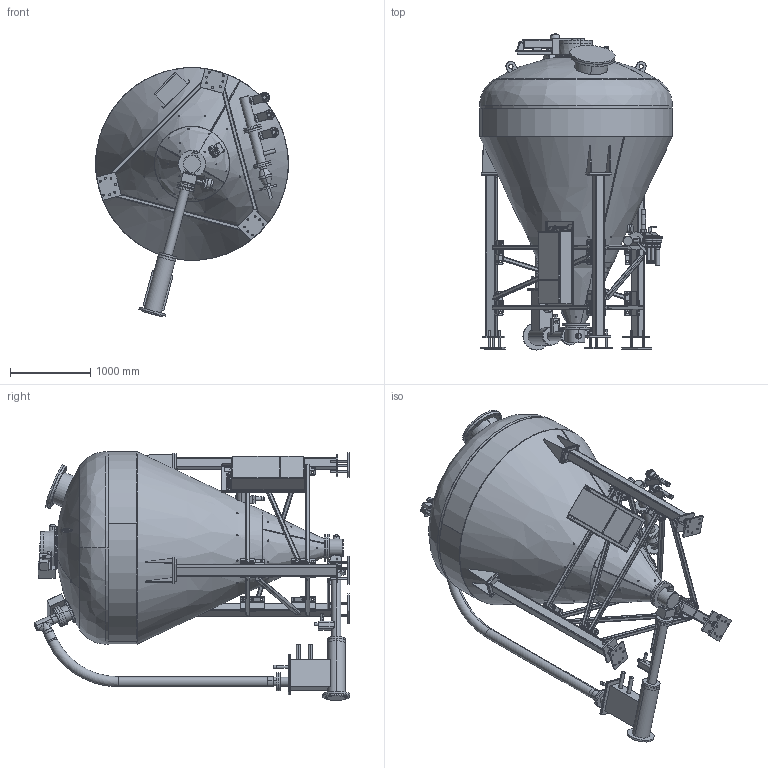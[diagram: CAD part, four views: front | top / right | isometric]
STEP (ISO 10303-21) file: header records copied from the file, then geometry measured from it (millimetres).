
FILE_DESCRIPTION (( 'STEP AP203' ), '1' );
FILE_NAME ('ELMO7500_KOPAR.STEP', '2021-04-20T08:54:42', ( '' ), ( '' ), 'SwSTEP 2.0', 'SolidWorks 2017', '' );
FILE_SCHEMA (( 'CONFIG_CONTROL_DESIGN' ));
Length unit declared in the file: millimetre
Products named in the file (1): ELMO7500_KOPAR
Bounding box: 2400 x 3932.84 x 3098.19 mm (x, y, z)
Surface area: 63785517.8 mm2 (no closed solid volume)
Topology: 0 solids, 118 shells, 2345 faces, 6597 edges, 4418 vertices
Faces by surface type: plane 1163, cylinder 995, bspline 92, cone 71, torus 12, sphere 12
Entity records: 97923 total; most frequent: CARTESIAN_POINT 36330, DIRECTION 12926, ORIENTED_EDGE 12200, EDGE_CURVE 6585, AXIS2_PLACEMENT_3D 4622, VERTEX_POINT 4418, VECTOR 3682, LINE 3682
